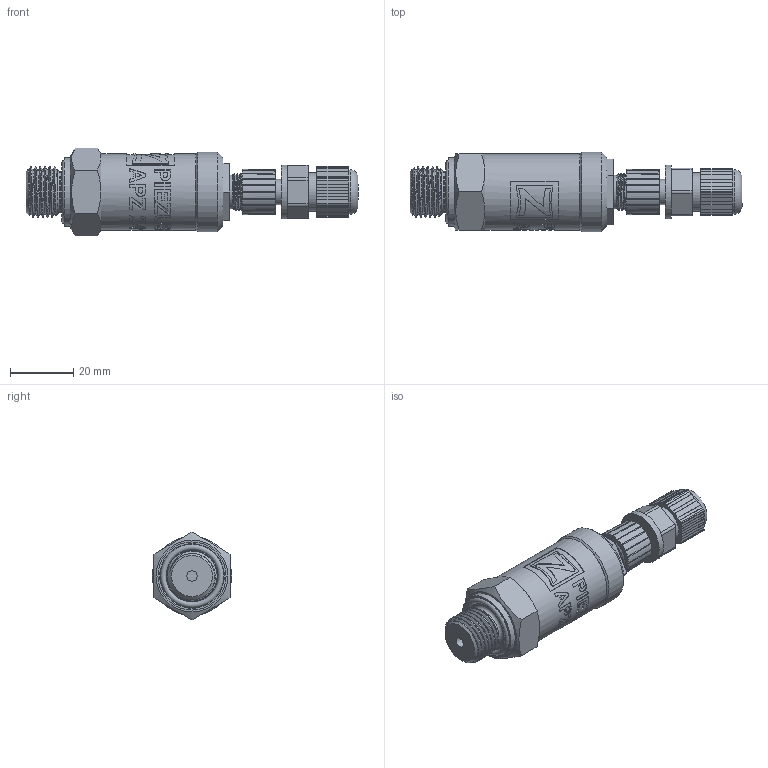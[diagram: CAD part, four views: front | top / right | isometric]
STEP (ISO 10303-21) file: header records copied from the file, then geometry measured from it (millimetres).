
FILE_DESCRIPTION(/* description */ (''),/* implementation_level */ '2;1');
FILE_NAME(/* name */ 'APZ2410_M16x1,5DIN_M12x1.step',/* time_stamp */ '2021-06-11T14:40:52+03:00',/* author */ (''),/* organization */ (''),/* preprocessor_version */ 'ST-DEVELOPER v18.1',/* originating_system */ 'Autodesk Translation Framework v10.9.0.1377',/* authorisation */ '');
FILE_SCHEMA (('AUTOMOTIVE_DESIGN { 1 0 10303 214 3 1 1 }'));
Products named in the file (8): APZ2410_M16x1,5DIN_M12x1; M16x1,5 DIN; Стакан; Адаптер М12х1; M12x1 assembly v4; M12x1 female straight v9; M12x1 male v16; Component7
Assembly tree (7 placements, depth 3):
  APZ2410_M16x1,5DIN_M12x1
    M16x1,5 DIN
    Стакан
    Адаптер М12х1
    M12x1 assembly v4
      M12x1 female straight v9
      M12x1 male v16
    Component7
Bounding box: 104.67 x 25 x 27.71 mm (x, y, z)
Volume: 30840 mm3; surface area: 15449.7 mm2
Topology: 16 solids, 16 shells, 794 faces, 2217 edges, 1495 vertices
Faces by surface type: bspline 327, plane 260, cylinder 152, cone 44, torus 11
Full cylindrical faces by diameter (mm): 1 x14, 1.5 x6, 3.3 x1, 7.3 x1, 8 x3, 8.2 x1, 10.293 x1, 10.6 x2, 10.741 x6, 11.884 x5, 12 x1, 13 x1, 14 x2, 14.137 x9, 14.526 x9, 15.85 x7, 16.203 x9, 16.4 x1, 17 x1, 20 x1, 21.5 x1, 22.15 x4, 22.65 x4, 24 x1, 25 x1
Entity records: 58754 total; most frequent: CARTESIAN_POINT 40084, ORIENTED_EDGE 4434, DIRECTION 2835, EDGE_CURVE 2217, VERTEX_POINT 1495, LINE 1073, VECTOR 1073, AXIS2_PLACEMENT_3D 881
